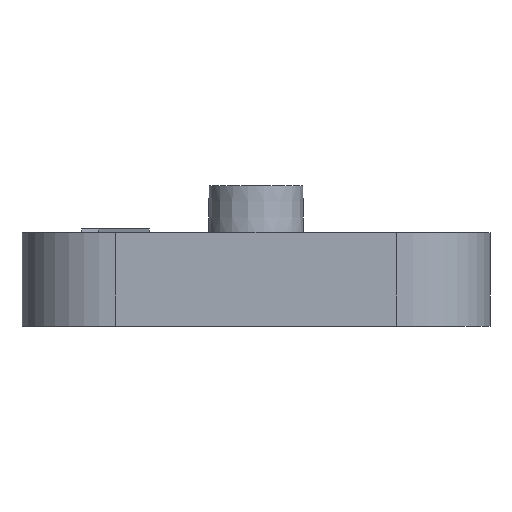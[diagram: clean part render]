
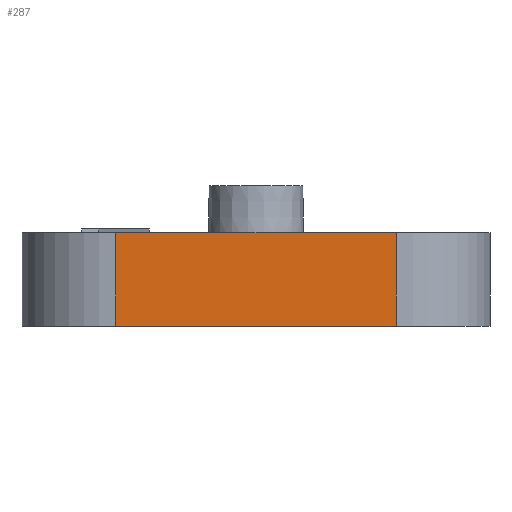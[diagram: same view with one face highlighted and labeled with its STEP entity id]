
A CAD part, left-side view. The second image highlights one B-rep face of the part: STEP entity #287.
In plain terms, the highlighted planar face has unit normal (-1, 0, 0).
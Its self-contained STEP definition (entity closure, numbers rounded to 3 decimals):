
#287 = ADVANCED_FACE( '', ( #774 ), #775, .T. );
#774 = FACE_OUTER_BOUND( '', #1284, .T. );
#775 = PLANE( '', #1285 );
#1284 = EDGE_LOOP( '', ( #3056, #3057, #3058, #3059 ) );
#1285 = AXIS2_PLACEMENT_3D( '', #3060, #3061, #3062 );
#3056 = ORIENTED_EDGE( '', *, *, #3660, .T. );
#3057 = ORIENTED_EDGE( '', *, *, #3279, .F. );
#3058 = ORIENTED_EDGE( '', *, *, #3501, .F. );
#3059 = ORIENTED_EDGE( '', *, *, #3238, .T. );
#3060 = CARTESIAN_POINT( '', ( -21., -10.5, 3. ) );
#3061 = DIRECTION( '', ( -1., 0., 0. ) );
#3062 = DIRECTION( '', ( 0., -1., 0. ) );
#3238 = EDGE_CURVE( '', #3845, #3842, #3846, .T. );
#3279 = EDGE_CURVE( '', #3925, #3927, #3928, .T. );
#3501 = EDGE_CURVE( '', #3845, #3925, #4342, .T. );
#3660 = EDGE_CURVE( '', #3842, #3927, #4648, .T. );
#3842 = VERTEX_POINT( '', #4841 );
#3845 = VERTEX_POINT( '', #4844 );
#3846 = LINE( '', #4845, #4846 );
#3925 = VERTEX_POINT( '', #4957 );
#3927 = VERTEX_POINT( '', #4959 );
#3928 = LINE( '', #4960, #4961 );
#4342 = LINE( '', #5593, #5594 );
#4648 = LINE( '', #6056, #6057 );
#4841 = CARTESIAN_POINT( '', ( -21., 7.5, 5. ) );
#4844 = CARTESIAN_POINT( '', ( -21., -7.5, 5. ) );
#4845 = CARTESIAN_POINT( '', ( -21., 0., 5. ) );
#4846 = VECTOR( '', #6388, 1000. );
#4957 = CARTESIAN_POINT( '', ( -21., -7.5, 0. ) );
#4959 = CARTESIAN_POINT( '', ( -21., 7.5, 0. ) );
#4960 = CARTESIAN_POINT( '', ( -21., -10.5, 0. ) );
#4961 = VECTOR( '', #6445, 1000. );
#5593 = CARTESIAN_POINT( '', ( -21., -7.5, 78.518 ) );
#5594 = VECTOR( '', #6673, 1000. );
#6056 = CARTESIAN_POINT( '', ( -21., 7.5, 78.518 ) );
#6057 = VECTOR( '', #6836, 1000. );
#6388 = DIRECTION( '', ( 0., 1., 0. ) );
#6445 = DIRECTION( '', ( 0., 1., 0. ) );
#6673 = DIRECTION( '', ( 0., 0., -1. ) );
#6836 = DIRECTION( '', ( 0., 0., -1. ) );
